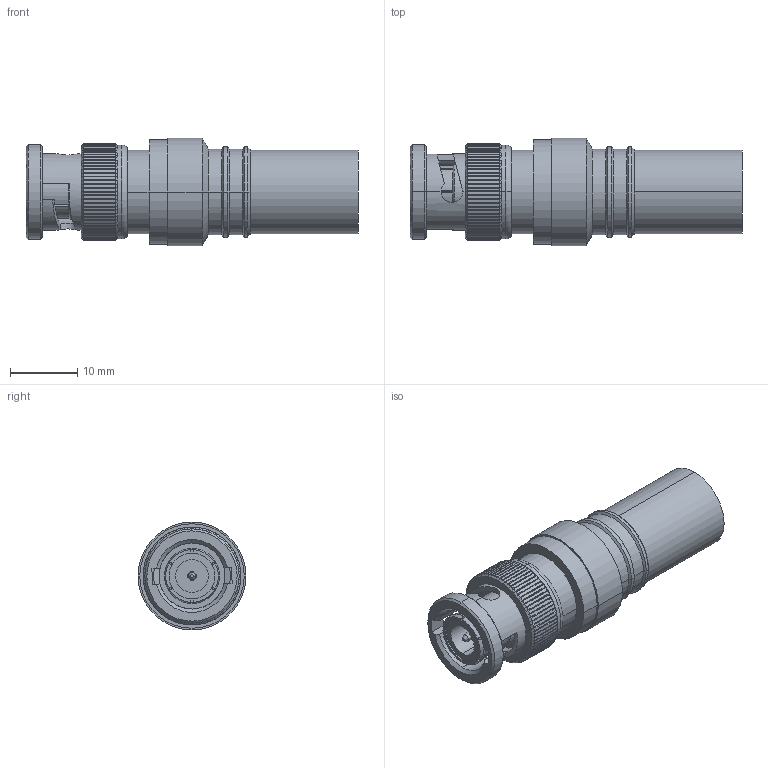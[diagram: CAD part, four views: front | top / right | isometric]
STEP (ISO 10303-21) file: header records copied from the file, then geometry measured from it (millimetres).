
FILE_DESCRIPTION (( 'STEP AP214' ), '1' );
FILE_NAME ('3190-2852(EZ-400-BM-X).STEP', '2017-11-10T08:37:50', ( '' ), ( '' ), 'SwSTEP 2.0', 'SolidWorks 2017', '' );
FILE_SCHEMA (( 'AUTOMOTIVE_DESIGN' ));
Length unit declared in the file: millimetre
Products named in the file (1): 3190-2852(EZ-400-BM-X)
Bounding box: 49.26 x 16 x 16 mm (x, y, z)
Volume: 5303.1 mm3; surface area: 4553.1 mm2
Topology: 1 solids, 1 shells, 415 faces, 1133 edges, 731 vertices
Faces by surface type: plane 211, cylinder 149, cone 39, bspline 14, torus 2
Entity records: 13754 total; most frequent: CARTESIAN_POINT 3702, ORIENTED_EDGE 2266, DIRECTION 1916, EDGE_CURVE 1133, AXIS2_PLACEMENT_3D 749, VERTEX_POINT 731, EDGE_LOOP 430, VECTOR 418
